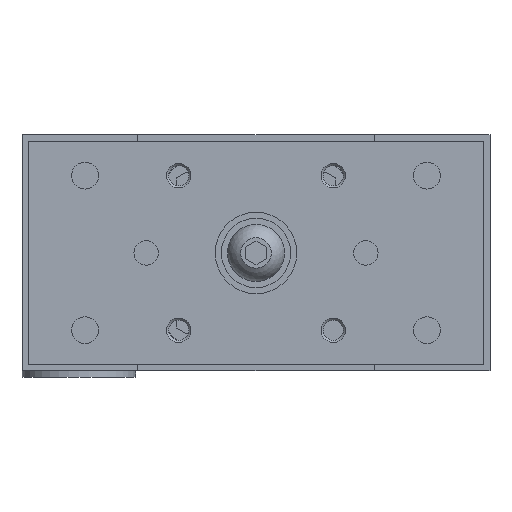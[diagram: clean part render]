
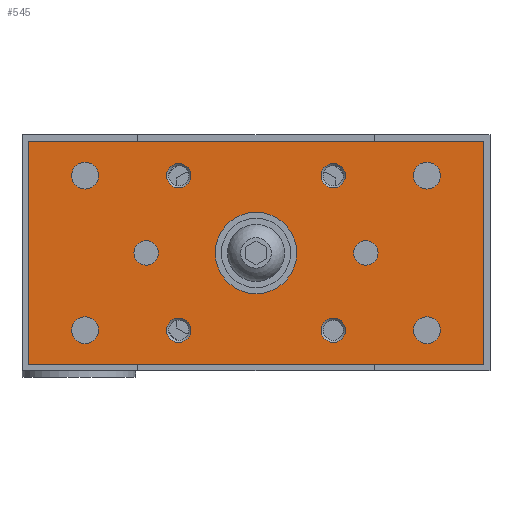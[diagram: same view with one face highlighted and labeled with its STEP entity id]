
A CAD part, left-side view. The second image highlights one B-rep face of the part: STEP entity #545.
In plain terms, the highlighted planar face has unit normal (-1, 0, 0).
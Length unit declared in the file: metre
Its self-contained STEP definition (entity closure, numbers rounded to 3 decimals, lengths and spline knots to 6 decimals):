
#545 = ADVANCED_FACE( '', ( #1414, #1415, #1416, #1417, #1418, #1419, #1420, #1421, #1422, #1423, #1424, #1425 ), #1426, .F. );
#1414 = FACE_BOUND( '', #2802, .T. );
#1415 = FACE_BOUND( '', #2803, .T. );
#1416 = FACE_BOUND( '', #2804, .T. );
#1417 = FACE_BOUND( '', #2805, .T. );
#1418 = FACE_BOUND( '', #2806, .T. );
#1419 = FACE_BOUND( '', #2807, .T. );
#1420 = FACE_BOUND( '', #2808, .T. );
#1421 = FACE_BOUND( '', #2809, .T. );
#1422 = FACE_BOUND( '', #2810, .T. );
#1423 = FACE_BOUND( '', #2811, .T. );
#1424 = FACE_BOUND( '', #2812, .T. );
#1425 = FACE_OUTER_BOUND( '', #2813, .T. );
#1426 = PLANE( '', #2814 );
#2802 = EDGE_LOOP( '', ( #4450 ) );
#2803 = EDGE_LOOP( '', ( #4451 ) );
#2804 = EDGE_LOOP( '', ( #4452 ) );
#2805 = EDGE_LOOP( '', ( #4453 ) );
#2806 = EDGE_LOOP( '', ( #4454 ) );
#2807 = EDGE_LOOP( '', ( #4455 ) );
#2808 = EDGE_LOOP( '', ( #4456 ) );
#2809 = EDGE_LOOP( '', ( #4457 ) );
#2810 = EDGE_LOOP( '', ( #4458 ) );
#2811 = EDGE_LOOP( '', ( #4459 ) );
#2812 = EDGE_LOOP( '', ( #4460 ) );
#2813 = EDGE_LOOP( '', ( #4461, #4462, #4463, #4464 ) );
#2814 = AXIS2_PLACEMENT_3D( '', #4465, #4466, #4467 );
#4450 = ORIENTED_EDGE( '', *, *, #6851, .T. );
#4451 = ORIENTED_EDGE( '', *, *, #6852, .T. );
#4452 = ORIENTED_EDGE( '', *, *, #6853, .F. );
#4453 = ORIENTED_EDGE( '', *, *, #6854, .F. );
#4454 = ORIENTED_EDGE( '', *, *, #6855, .T. );
#4455 = ORIENTED_EDGE( '', *, *, #6856, .F. );
#4456 = ORIENTED_EDGE( '', *, *, #6857, .T. );
#4457 = ORIENTED_EDGE( '', *, *, #6858, .T. );
#4458 = ORIENTED_EDGE( '', *, *, #6859, .F. );
#4459 = ORIENTED_EDGE( '', *, *, #6860, .F. );
#4460 = ORIENTED_EDGE( '', *, *, #6582, .T. );
#4461 = ORIENTED_EDGE( '', *, *, #6861, .T. );
#4462 = ORIENTED_EDGE( '', *, *, #6862, .T. );
#4463 = ORIENTED_EDGE( '', *, *, #6793, .T. );
#4464 = ORIENTED_EDGE( '', *, *, #6756, .T. );
#4465 = CARTESIAN_POINT( '', ( -0.022, -0.056, -0.0565 ) );
#4466 = DIRECTION( '', ( 1., 0., 0. ) );
#4467 = DIRECTION( '', ( 0., 1., 0. ) );
#6582 = EDGE_CURVE( '', #7576, #7576, #7577, .T. );
#6756 = EDGE_CURVE( '', #7864, #7862, #7865, .T. );
#6793 = EDGE_CURVE( '', #7923, #7864, #7924, .T. );
#6851 = EDGE_CURVE( '', #8016, #8016, #8017, .T. );
#6852 = EDGE_CURVE( '', #8018, #8018, #8019, .T. );
#6853 = EDGE_CURVE( '', #8020, #8020, #8021, .T. );
#6854 = EDGE_CURVE( '', #8022, #8022, #8023, .T. );
#6855 = EDGE_CURVE( '', #8024, #8024, #8025, .T. );
#6856 = EDGE_CURVE( '', #8026, #8026, #8027, .T. );
#6857 = EDGE_CURVE( '', #8028, #8028, #8029, .T. );
#6858 = EDGE_CURVE( '', #8030, #8030, #8031, .T. );
#6859 = EDGE_CURVE( '', #8032, #8032, #8033, .T. );
#6860 = EDGE_CURVE( '', #8034, #8034, #8035, .T. );
#6861 = EDGE_CURVE( '', #7862, #8036, #8037, .T. );
#6862 = EDGE_CURVE( '', #8036, #7923, #8038, .T. );
#7576 = VERTEX_POINT( '', #9018 );
#7577 = CIRCLE( '', #9019, 0.0033 );
#7862 = VERTEX_POINT( '', #9525 );
#7864 = VERTEX_POINT( '', #9528 );
#7865 = LINE( '', #9529, #9530 );
#7923 = VERTEX_POINT( '', #9631 );
#7924 = LINE( '', #9632, #9633 );
#8016 = VERTEX_POINT( '', #9751 );
#8017 = CIRCLE( '', #9752, 0.01 );
#8018 = VERTEX_POINT( '', #9753 );
#8019 = CIRCLE( '', #9754, 0.003 );
#8020 = VERTEX_POINT( '', #9755 );
#8021 = CIRCLE( '', #9756, 0.003 );
#8022 = VERTEX_POINT( '', #9757 );
#8023 = CIRCLE( '', #9758, 0.003 );
#8024 = VERTEX_POINT( '', #9759 );
#8025 = CIRCLE( '', #9760, 0.003 );
#8026 = VERTEX_POINT( '', #9761 );
#8027 = CIRCLE( '', #9762, 0.003 );
#8028 = VERTEX_POINT( '', #9763 );
#8029 = CIRCLE( '', #9764, 0.003 );
#8030 = VERTEX_POINT( '', #9765 );
#8031 = CIRCLE( '', #9766, 0.0033 );
#8032 = VERTEX_POINT( '', #9767 );
#8033 = CIRCLE( '', #9768, 0.0033 );
#8034 = VERTEX_POINT( '', #9769 );
#8035 = CIRCLE( '', #9770, 0.0033 );
#8036 = VERTEX_POINT( '', #9771 );
#8037 = LINE( '', #9772, #9773 );
#8038 = LINE( '', #9774, #9775 );
#9018 = CARTESIAN_POINT( '', ( -0.022, 0.042, -0.0067 ) );
#9019 = AXIS2_PLACEMENT_3D( '', #11265, #11266, #11267 );
#9525 = CARTESIAN_POINT( '', ( -0.022, -0.056, -0.0565 ) );
#9528 = CARTESIAN_POINT( '', ( -0.022, 0.056, -0.0565 ) );
#9529 = CARTESIAN_POINT( '', ( -0.022, 0.056, -0.0565 ) );
#9530 = VECTOR( '', #11497, 1. );
#9631 = CARTESIAN_POINT( '', ( -0.022, 0.056, -0.0015 ) );
#9632 = CARTESIAN_POINT( '', ( -0.022, 0.056, -0.0015 ) );
#9633 = VECTOR( '', #11550, 1. );
#9751 = CARTESIAN_POINT( '', ( -0.022, 0., -0.039 ) );
#9752 = AXIS2_PLACEMENT_3D( '', #11628, #11629, #11630 );
#9753 = CARTESIAN_POINT( '', ( -0.022, -0.019, -0.045 ) );
#9754 = AXIS2_PLACEMENT_3D( '', #11631, #11632, #11633 );
#9755 = CARTESIAN_POINT( '', ( -0.022, 0.019, -0.045 ) );
#9756 = AXIS2_PLACEMENT_3D( '', #11634, #11635, #11636 );
#9757 = CARTESIAN_POINT( '', ( -0.022, -0.019, -0.013 ) );
#9758 = AXIS2_PLACEMENT_3D( '', #11637, #11638, #11639 );
#9759 = CARTESIAN_POINT( '', ( -0.022, 0.019, -0.013 ) );
#9760 = AXIS2_PLACEMENT_3D( '', #11640, #11641, #11642 );
#9761 = CARTESIAN_POINT( '', ( -0.022, -0.027, -0.032 ) );
#9762 = AXIS2_PLACEMENT_3D( '', #11643, #11644, #11645 );
#9763 = CARTESIAN_POINT( '', ( -0.022, 0.027, -0.032 ) );
#9764 = AXIS2_PLACEMENT_3D( '', #11646, #11647, #11648 );
#9765 = CARTESIAN_POINT( '', ( -0.022, -0.042, -0.0513 ) );
#9766 = AXIS2_PLACEMENT_3D( '', #11649, #11650, #11651 );
#9767 = CARTESIAN_POINT( '', ( -0.022, 0.042, -0.0513 ) );
#9768 = AXIS2_PLACEMENT_3D( '', #11652, #11653, #11654 );
#9769 = CARTESIAN_POINT( '', ( -0.022, -0.042, -0.0067 ) );
#9770 = AXIS2_PLACEMENT_3D( '', #11655, #11656, #11657 );
#9771 = CARTESIAN_POINT( '', ( -0.022, -0.056, -0.0015 ) );
#9772 = CARTESIAN_POINT( '', ( -0.022, -0.056, -0.0565 ) );
#9773 = VECTOR( '', #11658, 1. );
#9774 = CARTESIAN_POINT( '', ( -0.022, -0.056, -0.0015 ) );
#9775 = VECTOR( '', #11659, 1. );
#11265 = CARTESIAN_POINT( '', ( -0.022, 0.042, -0.01 ) );
#11266 = DIRECTION( '', ( 1., 0., 0. ) );
#11267 = DIRECTION( '', ( 0., 0., 1. ) );
#11497 = DIRECTION( '', ( 0., -1., 0. ) );
#11550 = DIRECTION( '', ( 0., 0., -1. ) );
#11628 = CARTESIAN_POINT( '', ( -0.022, 0., -0.029 ) );
#11629 = DIRECTION( '', ( 1., 0., 0. ) );
#11630 = DIRECTION( '', ( 0., 0., -1. ) );
#11631 = CARTESIAN_POINT( '', ( -0.022, -0.019, -0.048 ) );
#11632 = DIRECTION( '', ( 1., 0., 0. ) );
#11633 = DIRECTION( '', ( 0., 0., 1. ) );
#11634 = CARTESIAN_POINT( '', ( -0.022, 0.019, -0.048 ) );
#11635 = DIRECTION( '', ( -1., 0., 0. ) );
#11636 = DIRECTION( '', ( 0., 0., 1. ) );
#11637 = CARTESIAN_POINT( '', ( -0.022, -0.019, -0.01 ) );
#11638 = DIRECTION( '', ( -1., 0., 0. ) );
#11639 = DIRECTION( '', ( 0., 0., -1. ) );
#11640 = CARTESIAN_POINT( '', ( -0.022, 0.019, -0.01 ) );
#11641 = DIRECTION( '', ( 1., 0., 0. ) );
#11642 = DIRECTION( '', ( 0., 0., -1. ) );
#11643 = CARTESIAN_POINT( '', ( -0.022, -0.027, -0.029 ) );
#11644 = DIRECTION( '', ( -1., 0., 0. ) );
#11645 = DIRECTION( '', ( 0., 0., -1. ) );
#11646 = CARTESIAN_POINT( '', ( -0.022, 0.027, -0.029 ) );
#11647 = DIRECTION( '', ( 1., 0., 0. ) );
#11648 = DIRECTION( '', ( 0., 0., -1. ) );
#11649 = CARTESIAN_POINT( '', ( -0.022, -0.042, -0.048 ) );
#11650 = DIRECTION( '', ( 1., 0., 0. ) );
#11651 = DIRECTION( '', ( 0., 0., -1. ) );
#11652 = CARTESIAN_POINT( '', ( -0.022, 0.042, -0.048 ) );
#11653 = DIRECTION( '', ( -1., 0., 0. ) );
#11654 = DIRECTION( '', ( 0., 0., -1. ) );
#11655 = CARTESIAN_POINT( '', ( -0.022, -0.042, -0.01 ) );
#11656 = DIRECTION( '', ( -1., 0., 0. ) );
#11657 = DIRECTION( '', ( 0., 0., 1. ) );
#11658 = DIRECTION( '', ( 0., 0., 1. ) );
#11659 = DIRECTION( '', ( 0., 1., 0. ) );
